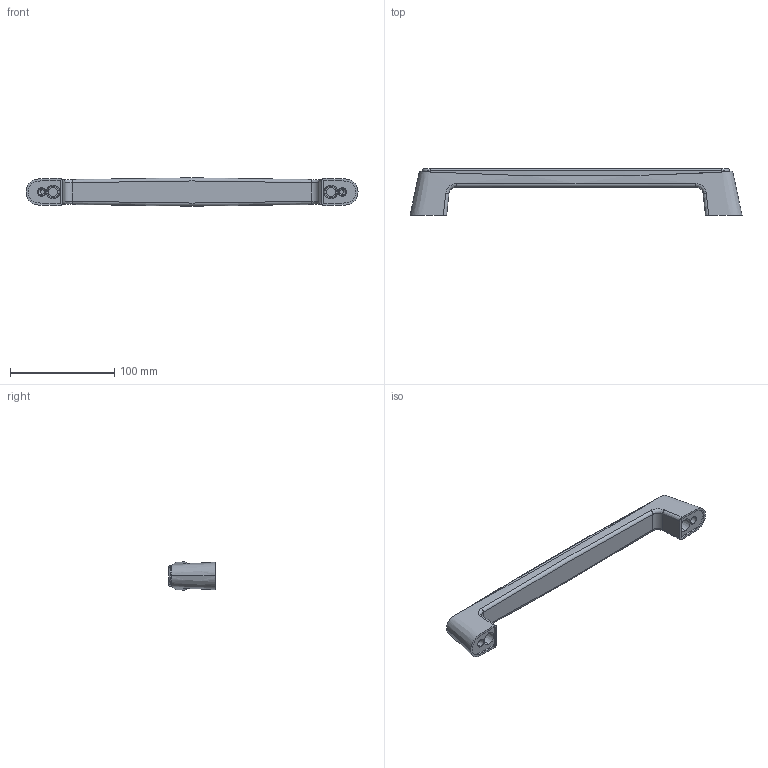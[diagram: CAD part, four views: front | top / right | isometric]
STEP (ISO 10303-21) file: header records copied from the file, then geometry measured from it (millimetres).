
FILE_DESCRIPTION (( 'STEP AP203' ), '1' );
FILE_NAME ('A-178-1.STEP', '2013-01-31T05:42:45', ( '11sw' ), ( 'タキゲン製造株式会社' ), 'SwSTEP 2.0', 'SolidWorks 2011', '' );
FILE_SCHEMA (( 'CONFIG_CONTROL_DESIGN' ));
Length unit declared in the file: millimetre
Products named in the file (3): A-178-1本体_; A-178-1妒薨_岞; A-178-1
Assembly tree (2 placements, depth 2):
  A-178-1
    A-178-1妒薨_岞
    A-178-1本体_
Bounding box: 318 x 44.5 x 27.15 mm (x, y, z)
Volume: 113772.7 mm3; surface area: 60394.2 mm2
Topology: 2 solids, 2 shells, 98 faces, 245 edges, 157 vertices
Faces by surface type: cylinder 38, plane 27, bspline 16, cone 12, torus 5
Entity records: 4391 total; most frequent: CARTESIAN_POINT 1769, ORIENTED_EDGE 490, DIRECTION 489, EDGE_CURVE 245, AXIS2_PLACEMENT_3D 200, VERTEX_POINT 157, CIRCLE 113, EDGE_LOOP 112
